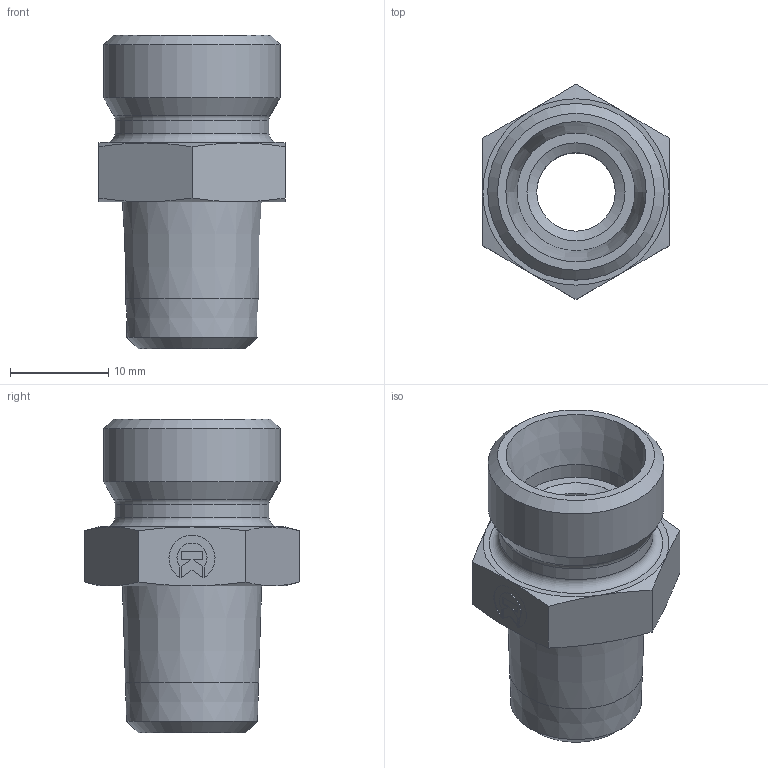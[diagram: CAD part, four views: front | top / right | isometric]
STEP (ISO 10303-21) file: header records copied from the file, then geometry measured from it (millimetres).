
FILE_DESCRIPTION((''),'2;1');
FILE_NAME('1761228.stp','2014-08-11T17:34:11',(''),('KNOMI spol. s r. o.'),'Autodesk Inventor 2012','Autodesk Inventor 2012','');
FILE_SCHEMA(('AUTOMOTIVE_DESIGN { 1 2 10303 214 0 1 1 1 }'));
Length unit declared in the file: millimetre
Products named in the file (1): PH-NPT 12L 1/4NPT/M18x1
Bounding box: 19 x 21.94 x 32 mm (x, y, z)
Volume: 4436 mm3; surface area: 2977 mm2
Topology: 1 solids, 1 shells, 72 faces, 171 edges, 108 vertices
Faces by surface type: plane 41, cone 20, cylinder 9, torus 2
Full cylindrical faces by diameter (mm): 8 x1, 10 x1, 12 x1, 15.7 x1, 18 x1
Entity records: 1936 total; most frequent: CARTESIAN_POINT 375, DIRECTION 312, ORIENTED_EDGE 302, EDGE_CURVE 151, AXIS2_PLACEMENT_3D 112, VERTEX_POINT 103, EDGE_LOOP 96, VECTOR 88
